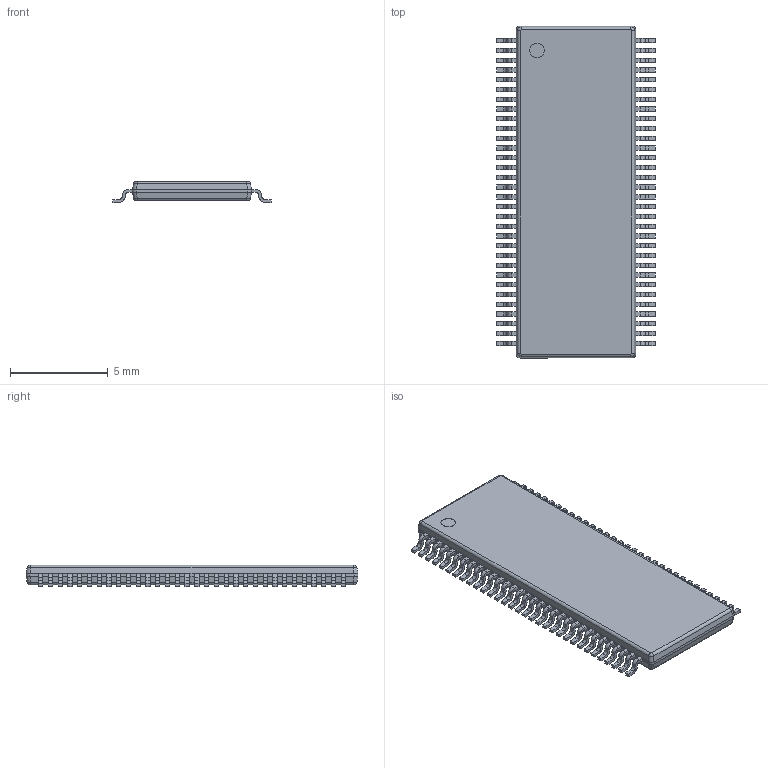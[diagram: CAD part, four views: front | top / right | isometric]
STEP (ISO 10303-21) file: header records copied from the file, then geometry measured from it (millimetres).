
FILE_DESCRIPTION((''),'2;1');
FILE_NAME('DGG0064A_ASM','2015-11-09T',('a0412086'),(''),'PRO/ENGINEER BY PARAMETRIC TECHNOLOGY CORPORATION, 2011490','PRO/ENGINEER BY PARAMETRIC TECHNOLOGY CORPORATION, 2011490','');
FILE_SCHEMA(('AUTOMOTIVE_DESIGN { 1 0 10303 214 1 1 1 1 }'));
Length unit declared in the file: millimetre
Products named in the file (4): BODY-SO; LEAD-SO; PIN1-ID; DGG0064A_ASM
Assembly tree (66 placements, depth 2):
  DGG0064A_ASM
    BODY-SO
    LEAD-SO  x64
    PIN1-ID
Bounding box: 8.12 x 17 x 1.1 mm (x, y, z)
Volume: 104.7 mm3; surface area: 309.2 mm2
Topology: 65 solids, 65 shells, 949 faces, 2422 edges, 1604 vertices
Faces by surface type: plane 663, cylinder 278, bspline 8
Entity records: 4710 total; most frequent: CARTESIAN_POINT 1797, DIRECTION 392, ORIENTED_EDGE 308, AXIS2_PLACEMENT_3D 157, PRESENTATION_STYLE_ASSIGNMENT 156, STYLED_ITEM 156, CURVE_STYLE 154, EDGE_CURVE 154
